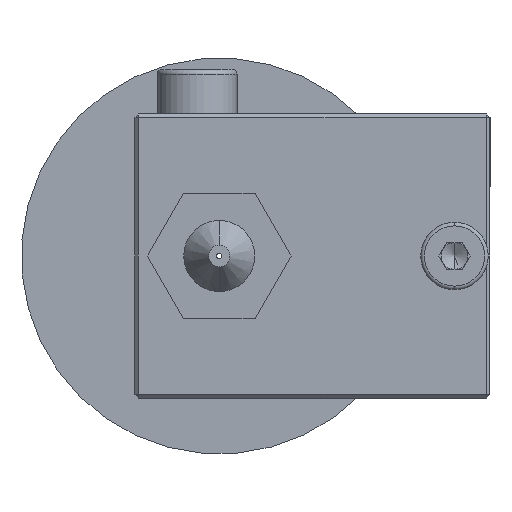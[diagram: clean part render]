
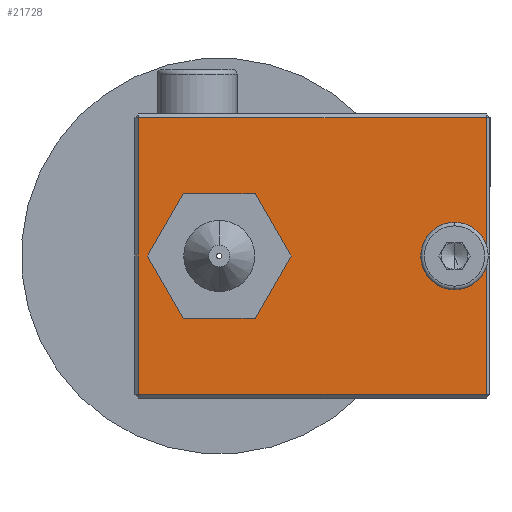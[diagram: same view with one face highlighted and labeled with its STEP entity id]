
A CAD part, front view. The second image highlights one B-rep face of the part: STEP entity #21728.
In plain terms, the highlighted face is planar.
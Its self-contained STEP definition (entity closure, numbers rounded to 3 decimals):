
#8819 = AXIS2_PLACEMENT_3D ( 'NONE', #13793, #13794, #13795 ) ;
#8875 = FACE_OUTER_BOUND ( 'NONE', #18378, .T. ) ;
#8882 = FACE_BOUND ( 'NONE', #18379, .T. ) ;
#8884 = FACE_BOUND ( 'NONE', #18380, .T. ) ;
#8921 = AXIS2_PLACEMENT_3D ( 'NONE', #13858, #13859, #13860 ) ;
#8926 = AXIS2_PLACEMENT_3D ( 'NONE', #13966, #13967, #13968 ) ;
#8948 = AXIS2_PLACEMENT_3D ( 'NONE', #13936, #13943, #13944 ) ;
#8952 = AXIS2_PLACEMENT_3D ( 'NONE', #13948, #13964, #13965 ) ;
#8953 = VECTOR ( 'NONE', #13954, 1000. ) ;
#8954 = VECTOR ( 'NONE', #13957, 1000. ) ;
#8955 = VECTOR ( 'NONE', #13960, 1000. ) ;
#8957 = VECTOR ( 'NONE', #13963, 1000. ) ;
#12358 = CARTESIAN_POINT ( 'NONE',  ( 14.45, 0., 0. ) ) ;
#12359 = CARTESIAN_POINT ( 'NONE',  ( 12.05, 0., 0. ) ) ;
#12383 = CARTESIAN_POINT ( 'NONE',  ( -2.5, 0., 0. ) ) ;
#12384 = CARTESIAN_POINT ( 'NONE',  ( 2.5, 0., 0. ) ) ;
#12387 = CARTESIAN_POINT ( 'NONE',  ( 15.05, 7.8, 0. ) ) ;
#12388 = CARTESIAN_POINT ( 'NONE',  ( 15.05, -7.8, 0. ) ) ;
#12389 = CARTESIAN_POINT ( 'NONE',  ( -4.55, -7.8, 0. ) ) ;
#12390 = CARTESIAN_POINT ( 'NONE',  ( -4.55, 7.8, 0. ) ) ;
#12769 = CIRCLE ( 'NONE', #8921, 1.2 ) ;
#12782 = CIRCLE ( 'NONE', #8948, 2.5 ) ;
#12784 = CIRCLE ( 'NONE', #8952, 2.5 ) ;
#12785 = CIRCLE ( 'NONE', #8926, 1.2 ) ;
#13792 = PLANE ( 'NONE',  #8819 ) ;
#13793 = CARTESIAN_POINT ( 'NONE',  ( 0., 0., 0. ) ) ;
#13794 = DIRECTION ( 'NONE',  ( 0., 0., 1. ) ) ;
#13795 = DIRECTION ( 'NONE',  ( 1., 0., 0. ) ) ;
#13858 = CARTESIAN_POINT ( 'NONE',  ( 13.25, 0., 0. ) ) ;
#13859 = DIRECTION ( 'NONE',  ( 0., 0., -1. ) ) ;
#13860 = DIRECTION ( 'NONE',  ( -1., 0., 0. ) ) ;
#13936 = CARTESIAN_POINT ( 'NONE',  ( 0., 0., 0. ) ) ;
#13943 = DIRECTION ( 'NONE',  ( 0., 0., 1. ) ) ;
#13944 = DIRECTION ( 'NONE',  ( 1., 0., 0. ) ) ;
#13948 = CARTESIAN_POINT ( 'NONE',  ( 0., 0., 0. ) ) ;
#13952 = LINE ( 'NONE', #13953, #8953 ) ;
#13953 = CARTESIAN_POINT ( 'NONE',  ( 0., -7.8, 0. ) ) ;
#13954 = DIRECTION ( 'NONE',  ( -1., 0., 0. ) ) ;
#13955 = LINE ( 'NONE', #13956, #8954 ) ;
#13956 = CARTESIAN_POINT ( 'NONE',  ( 15.05, 0., 0. ) ) ;
#13957 = DIRECTION ( 'NONE',  ( 0., -1., 0. ) ) ;
#13958 = LINE ( 'NONE', #13959, #8955 ) ;
#13959 = CARTESIAN_POINT ( 'NONE',  ( -4.55, 0., 0. ) ) ;
#13960 = DIRECTION ( 'NONE',  ( 0., 1., 0. ) ) ;
#13961 = LINE ( 'NONE', #13962, #8957 ) ;
#13962 = CARTESIAN_POINT ( 'NONE',  ( 0., 7.8, 0. ) ) ;
#13963 = DIRECTION ( 'NONE',  ( 1., 0., 0. ) ) ;
#13964 = DIRECTION ( 'NONE',  ( 0., 0., 1. ) ) ;
#13965 = DIRECTION ( 'NONE',  ( 1., 0., 0. ) ) ;
#13966 = CARTESIAN_POINT ( 'NONE',  ( 13.25, 0., 0. ) ) ;
#13967 = DIRECTION ( 'NONE',  ( 0., 0., -1. ) ) ;
#13968 = DIRECTION ( 'NONE',  ( -1., 0., 0. ) ) ;
#18378 = EDGE_LOOP ( 'NONE', ( #21343, #21345, #21344, #21346 ) ) ;
#18379 = EDGE_LOOP ( 'NONE', ( #21348, #21350 ) ) ;
#18380 = EDGE_LOOP ( 'NONE', ( #21347, #21351 ) ) ;
#20657 = VERTEX_POINT ( 'NONE', #12358 ) ;
#20658 = VERTEX_POINT ( 'NONE', #12359 ) ;
#20682 = VERTEX_POINT ( 'NONE', #12383 ) ;
#20683 = VERTEX_POINT ( 'NONE', #12384 ) ;
#20686 = VERTEX_POINT ( 'NONE', #12387 ) ;
#20687 = VERTEX_POINT ( 'NONE', #12388 ) ;
#20688 = VERTEX_POINT ( 'NONE', #12389 ) ;
#20689 = VERTEX_POINT ( 'NONE', #12390 ) ;
#21343 = ORIENTED_EDGE ( 'NONE', *, *, #21776, .T. ) ;
#21344 = ORIENTED_EDGE ( 'NONE', *, *, #21777, .T. ) ;
#21345 = ORIENTED_EDGE ( 'NONE', *, *, #21775, .T. ) ;
#21346 = ORIENTED_EDGE ( 'NONE', *, *, #21778, .T. ) ;
#21347 = ORIENTED_EDGE ( 'NONE', *, *, #21780, .F. ) ;
#21348 = ORIENTED_EDGE ( 'NONE', *, *, #21779, .T. ) ;
#21350 = ORIENTED_EDGE ( 'NONE', *, *, #21772, .T. ) ;
#21351 = ORIENTED_EDGE ( 'NONE', *, *, #21744, .F. ) ;
#21728 = ADVANCED_FACE ( 'NONE', ( #8875, #8882, #8884 ), #13792, .F. ) ;
#21744 = EDGE_CURVE ( 'NONE', #20657, #20658, #12769, .T. ) ;
#21772 = EDGE_CURVE ( 'NONE', #20682, #20683, #12782, .T. ) ;
#21775 = EDGE_CURVE ( 'NONE', #20687, #20688, #13952, .T. ) ;
#21776 = EDGE_CURVE ( 'NONE', #20686, #20687, #13955, .T. ) ;
#21777 = EDGE_CURVE ( 'NONE', #20688, #20689, #13958, .T. ) ;
#21778 = EDGE_CURVE ( 'NONE', #20689, #20686, #13961, .T. ) ;
#21779 = EDGE_CURVE ( 'NONE', #20683, #20682, #12784, .T. ) ;
#21780 = EDGE_CURVE ( 'NONE', #20658, #20657, #12785, .T. ) ;
